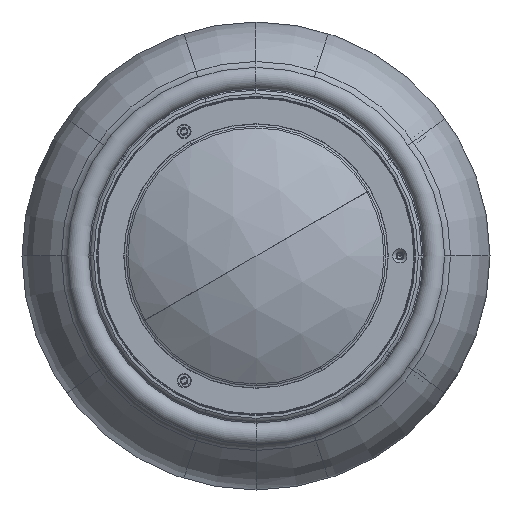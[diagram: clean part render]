
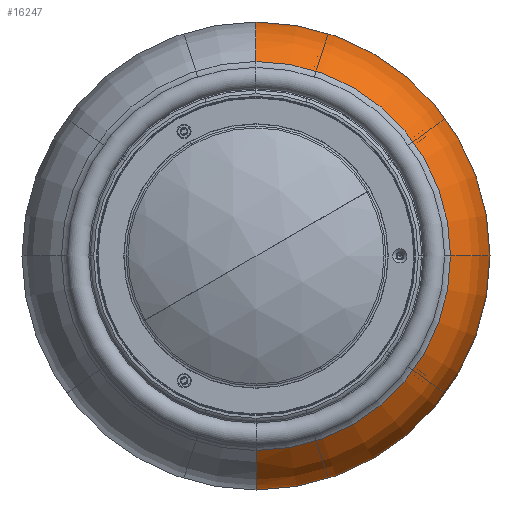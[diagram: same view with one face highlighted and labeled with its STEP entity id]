
A CAD part, front view. The second image highlights one B-rep face of the part: STEP entity #16247.
In plain terms, the highlighted toroidal (fillet/blend) face has major radius 61.13 mm and minor radius 47 mm.
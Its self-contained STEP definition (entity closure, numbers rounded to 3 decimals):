
#90 = DIRECTION ( 'NONE',  ( -1., 0., 0. ) ) ;
#449 = DIRECTION ( 'NONE',  ( 0., 1., 0. ) ) ;
#926 = CARTESIAN_POINT ( 'NONE',  ( 0., 35.501, -108.13 ) ) ;
#2164 = ORIENTED_EDGE ( 'NONE', *, *, #21909, .F. ) ;
#2682 = VERTEX_POINT ( 'NONE', #10728 ) ;
#4935 = DIRECTION ( 'NONE',  ( 0., 1., 0. ) ) ;
#6728 = DIRECTION ( 'NONE',  ( 0., 0., -1. ) ) ;
#8308 = EDGE_CURVE ( 'NONE', #2682, #32366, #26749, .T. ) ;
#10104 = CARTESIAN_POINT ( 'NONE',  ( 0., 35.501, 108.13 ) ) ;
#10195 = CARTESIAN_POINT ( 'NONE',  ( 0., -1.675, 0. ) ) ;
#10728 = CARTESIAN_POINT ( 'NONE',  ( 0., -1.675, -89.886 ) ) ;
#12005 = AXIS2_PLACEMENT_3D ( 'NONE', #20710, #90, #28467 ) ;
#13490 = FACE_OUTER_BOUND ( 'NONE', #18349, .T. ) ;
#13665 = ORIENTED_EDGE ( 'NONE', *, *, #24140, .T. ) ;
#16247 = ADVANCED_FACE ( 'NONE', ( #13490 ), #33080, .F. ) ;
#18084 = CIRCLE ( 'NONE', #32092, 108.13 ) ;
#18090 = DIRECTION ( 'NONE',  ( 0., 0., 1. ) ) ;
#18349 = EDGE_LOOP ( 'NONE', ( #33198, #24398, #13665, #2164 ) ) ;
#18373 = CARTESIAN_POINT ( 'NONE',  ( 0., 35.501, 0. ) ) ;
#18715 = CIRCLE ( 'NONE', #20325, 47. ) ;
#19082 = AXIS2_PLACEMENT_3D ( 'NONE', #18373, #449, #23254 ) ;
#20290 = CARTESIAN_POINT ( 'NONE',  ( 0., 35.501, 0. ) ) ;
#20317 = DIRECTION ( 'NONE',  ( 0., 0., 1. ) ) ;
#20325 = AXIS2_PLACEMENT_3D ( 'NONE', #24304, #21606, #6728 ) ;
#20367 = CARTESIAN_POINT ( 'NONE',  ( 0., -1.675, 89.886 ) ) ;
#20607 = DIRECTION ( 'NONE',  ( 0., 1., 0. ) ) ;
#20710 = CARTESIAN_POINT ( 'NONE',  ( 0., 35.501, 61.13 ) ) ;
#21606 = DIRECTION ( 'NONE',  ( 1., 0., 0. ) ) ;
#21909 = EDGE_CURVE ( 'NONE', #32366, #29814, #32455, .T. ) ;
#23254 = DIRECTION ( 'NONE',  ( 0., 0., 1. ) ) ;
#24140 = EDGE_CURVE ( 'NONE', #28507, #29814, #18084, .T. ) ;
#24304 = CARTESIAN_POINT ( 'NONE',  ( 0., 35.501, -61.13 ) ) ;
#24398 = ORIENTED_EDGE ( 'NONE', *, *, #30631, .T. ) ;
#26749 = CIRCLE ( 'NONE', #28907, 89.886 ) ;
#28467 = DIRECTION ( 'NONE',  ( 0., 0., 1. ) ) ;
#28507 = VERTEX_POINT ( 'NONE', #926 ) ;
#28907 = AXIS2_PLACEMENT_3D ( 'NONE', #10195, #4935, #20317 ) ;
#29814 = VERTEX_POINT ( 'NONE', #10104 ) ;
#30631 = EDGE_CURVE ( 'NONE', #2682, #28507, #18715, .T. ) ;
#32092 = AXIS2_PLACEMENT_3D ( 'NONE', #20290, #20607, #18090 ) ;
#32366 = VERTEX_POINT ( 'NONE', #20367 ) ;
#32455 = CIRCLE ( 'NONE', #12005, 47. ) ;
#33080 = TOROIDAL_SURFACE ( 'NONE', #19082, 61.13, 47. ) ;
#33198 = ORIENTED_EDGE ( 'NONE', *, *, #8308, .F. ) ;
